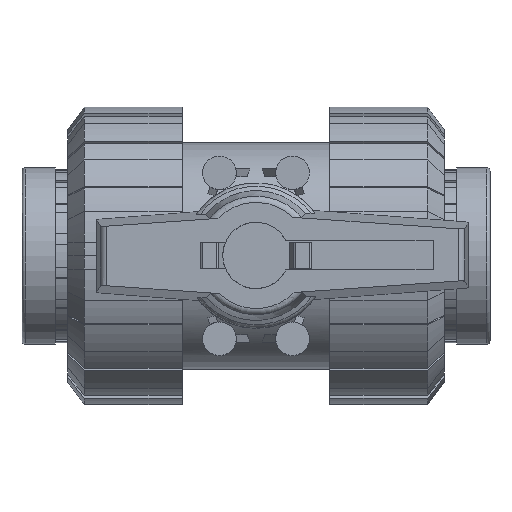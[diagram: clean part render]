
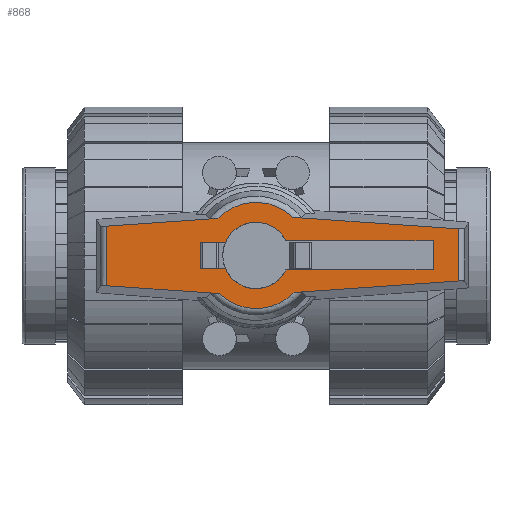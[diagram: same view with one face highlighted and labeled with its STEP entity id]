
A CAD part, top view. The second image highlights one B-rep face of the part: STEP entity #868.
In plain terms, the highlighted planar face has unit normal (0, 0, 1).
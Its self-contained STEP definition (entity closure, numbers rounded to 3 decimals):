
#868=ADVANCED_FACE('',(#2188,#2189),#2190,.T.);
#2188=FACE_BOUND('',#4038,.T.);
#2189=FACE_OUTER_BOUND('',#4039,.T.);
#2190=PLANE('',#4040);
#4038=EDGE_LOOP('',(#6185,#6186,#6187,#6188,#6189,#6190,#6191,#6192));
#4039=EDGE_LOOP('',(#6193,#6194,#6195,#6196,#6197,#6198,#6199,#6200));
#4040=AXIS2_PLACEMENT_3D('',#6201,#6202,#6203);
#6185=ORIENTED_EDGE('',*,*,#11655,.T.);
#6186=ORIENTED_EDGE('',*,*,#11671,.T.);
#6187=ORIENTED_EDGE('',*,*,#11677,.T.);
#6188=ORIENTED_EDGE('',*,*,#11674,.T.);
#6189=ORIENTED_EDGE('',*,*,#11570,.T.);
#6190=ORIENTED_EDGE('',*,*,#11739,.T.);
#6191=ORIENTED_EDGE('',*,*,#11740,.T.);
#6192=ORIENTED_EDGE('',*,*,#11741,.T.);
#6193=ORIENTED_EDGE('',*,*,#11742,.T.);
#6194=ORIENTED_EDGE('',*,*,#11743,.T.);
#6195=ORIENTED_EDGE('',*,*,#11744,.T.);
#6196=ORIENTED_EDGE('',*,*,#11745,.F.);
#6197=ORIENTED_EDGE('',*,*,#11746,.T.);
#6198=ORIENTED_EDGE('',*,*,#11747,.T.);
#6199=ORIENTED_EDGE('',*,*,#11748,.T.);
#6200=ORIENTED_EDGE('',*,*,#11749,.T.);
#6201=CARTESIAN_POINT('',(7.994,0.0,147.5));
#6202=DIRECTION('',(0.0,0.0,1.0));
#6203=DIRECTION('',(1.0,0.0,0.0));
#11570=EDGE_CURVE('',#13909,#13907,#13910,.T.);
#11655=EDGE_CURVE('',#14048,#14046,#14049,.T.);
#11671=EDGE_CURVE('',#14046,#14074,#14075,.T.);
#11674=EDGE_CURVE('',#14078,#13909,#14079,.T.);
#11677=EDGE_CURVE('',#14074,#14078,#14082,.T.);
#11739=EDGE_CURVE('',#13907,#14155,#14156,.T.);
#11740=EDGE_CURVE('',#14155,#14157,#14158,.T.);
#11741=EDGE_CURVE('',#14157,#14048,#14159,.T.);
#11742=EDGE_CURVE('',#14160,#14161,#14162,.T.);
#11743=EDGE_CURVE('',#14161,#14163,#14164,.T.);
#11744=EDGE_CURVE('',#14163,#14165,#14166,.T.);
#11745=EDGE_CURVE('',#14167,#14165,#14168,.T.);
#11746=EDGE_CURVE('',#14167,#14169,#14170,.T.);
#11747=EDGE_CURVE('',#14169,#14171,#14172,.T.);
#11748=EDGE_CURVE('',#14171,#14173,#14174,.T.);
#11749=EDGE_CURVE('',#14173,#14160,#14175,.T.);
#13907=VERTEX_POINT('',#17364);
#13909=VERTEX_POINT('',#17367);
#13910=CIRCLE('',#17368,10.0);
#14046=VERTEX_POINT('',#17552);
#14048=VERTEX_POINT('',#17555);
#14049=CIRCLE('',#17556,10.0);
#14074=VERTEX_POINT('',#17590);
#14075=LINE('',#17591,#17592);
#14078=VERTEX_POINT('',#17596);
#14079=LINE('',#17597,#17598);
#14082=LINE('',#17602,#17603);
#14155=VERTEX_POINT('',#17704);
#14156=LINE('',#17705,#17706);
#14157=VERTEX_POINT('',#17707);
#14158=LINE('',#17708,#17709);
#14159=LINE('',#17710,#17711);
#14160=VERTEX_POINT('',#17712);
#14161=VERTEX_POINT('',#17713);
#14162=LINE('',#17714,#17715);
#14163=VERTEX_POINT('',#17716);
#14164=CIRCLE('',#17717,15.988);
#14165=VERTEX_POINT('',#17718);
#14166=LINE('',#17719,#17720);
#14167=VERTEX_POINT('',#17721);
#14168=LINE('',#17722,#17723);
#14169=VERTEX_POINT('',#17724);
#14170=LINE('',#17725,#17726);
#14171=VERTEX_POINT('',#17727);
#14172=CIRCLE('',#17728,15.988);
#14173=VERTEX_POINT('',#17729);
#14174=LINE('',#17730,#17731);
#14175=LINE('',#17732,#17733);
#17364=CARTESIAN_POINT('',(-9.192,-3.938,147.5));
#17367=CARTESIAN_POINT('',(8.992,-4.375,147.5));
#17368=AXIS2_PLACEMENT_3D('',#23723,#23724,#23725);
#17552=CARTESIAN_POINT('',(8.992,4.375,147.5));
#17555=CARTESIAN_POINT('',(-9.192,3.938,147.5));
#17556=AXIS2_PLACEMENT_3D('',#23841,#23842,#23843);
#17590=CARTESIAN_POINT('',(53.333,4.375,147.5));
#17591=CARTESIAN_POINT('',(17.33,4.375,147.5));
#17592=VECTOR('',#23862,1.0);
#17596=CARTESIAN_POINT('',(53.333,-4.375,147.5));
#17597=CARTESIAN_POINT('',(17.33,-4.375,147.5));
#17598=VECTOR('',#23864,1.0);
#17602=CARTESIAN_POINT('',(53.333,0.0,147.5));
#17603=VECTOR('',#23866,1.0);
#17704=CARTESIAN_POINT('',(-16.633,-3.938,147.5));
#17705=CARTESIAN_POINT('',(-2.591,-3.938,147.5));
#17706=VECTOR('',#23916,1.0);
#17707=CARTESIAN_POINT('',(-16.633,3.938,147.5));
#17708=CARTESIAN_POINT('',(-16.633,5.906,147.5));
#17709=VECTOR('',#23917,1.0);
#17710=CARTESIAN_POINT('',(-2.591,3.938,147.5));
#17711=VECTOR('',#23918,1.0);
#17712=CARTESIAN_POINT('',(-44.912,-9.126,147.5));
#17713=CARTESIAN_POINT('',(-11.119,-11.489,147.5));
#17714=CARTESIAN_POINT('',(-4.204,-11.972,147.5));
#17715=VECTOR('',#23919,1.0);
#17716=CARTESIAN_POINT('',(11.454,-11.155,147.5));
#17717=AXIS2_PLACEMENT_3D('',#23920,#23921,#23922);
#17718=CARTESIAN_POINT('',(60.912,-7.697,147.5));
#17719=CARTESIAN_POINT('',(34.49,-9.544,147.5));
#17720=VECTOR('',#23923,1.0);
#17721=CARTESIAN_POINT('',(60.912,8.007,147.5));
#17722=CARTESIAN_POINT('',(60.912,15.75,147.5));
#17723=VECTOR('',#23924,1.0);
#17724=CARTESIAN_POINT('',(11.119,11.489,147.5));
#17725=CARTESIAN_POINT('',(33.416,9.93,147.5));
#17726=VECTOR('',#23925,1.0);
#17727=CARTESIAN_POINT('',(-11.454,11.155,147.5));
#17728=AXIS2_PLACEMENT_3D('',#23926,#23927,#23928);
#17729=CARTESIAN_POINT('',(-44.912,8.816,147.5));
#17730=CARTESIAN_POINT('',(-3.086,11.74,147.5));
#17731=VECTOR('',#23929,1.0);
#17732=CARTESIAN_POINT('',(-44.912,15.75,147.5));
#17733=VECTOR('',#23930,1.0);
#23723=CARTESIAN_POINT('',(0.0,0.0,147.5));
#23724=DIRECTION('',(0.0,0.0,-1.0));
#23725=DIRECTION('',(1.0,0.0,0.0));
#23841=CARTESIAN_POINT('',(0.0,0.0,147.5));
#23842=DIRECTION('',(0.0,0.0,-1.0));
#23843=DIRECTION('',(1.0,0.0,0.0));
#23862=DIRECTION('',(1.0,0.0,-0.0));
#23864=DIRECTION('',(-1.0,0.0,0.0));
#23866=DIRECTION('',(0.0,-1.0,0.0));
#23916=DIRECTION('',(-1.0,0.0,0.0));
#23917=DIRECTION('',(0.0,1.0,-0.0));
#23918=DIRECTION('',(1.0,0.0,0.0));
#23919=DIRECTION('',(0.998,-0.07,0.0));
#23920=CARTESIAN_POINT('',(0.0,0.0,147.5));
#23921=DIRECTION('',(0.0,0.0,1.0));
#23922=DIRECTION('',(1.0,0.0,0.0));
#23923=DIRECTION('',(0.998,0.07,-0.0));
#23924=DIRECTION('',(0.0,-1.0,0.0));
#23925=DIRECTION('',(-0.998,0.07,0.0));
#23926=CARTESIAN_POINT('',(0.0,0.0,147.5));
#23927=DIRECTION('',(0.0,0.0,1.0));
#23928=DIRECTION('',(1.0,0.0,0.0));
#23929=DIRECTION('',(-0.998,-0.07,0.0));
#23930=DIRECTION('',(0.0,-1.0,0.0));
